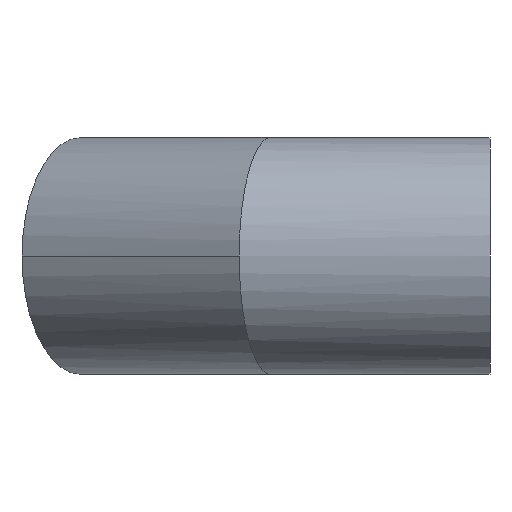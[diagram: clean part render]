
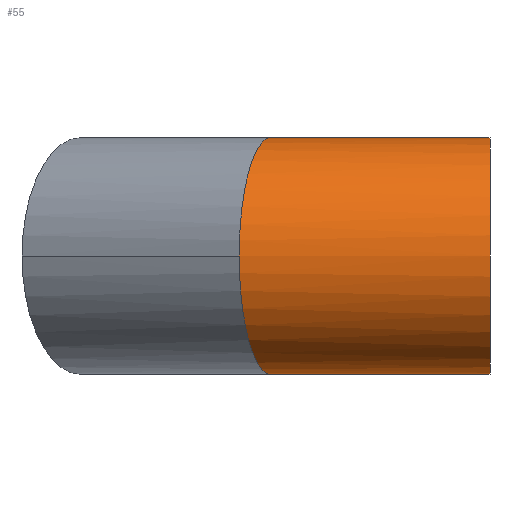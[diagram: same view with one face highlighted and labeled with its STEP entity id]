
A CAD part, left-side view. The second image highlights one B-rep face of the part: STEP entity #55.
In plain terms, the highlighted cylindrical face has radius 100 mm (diameter 200 mm), a partial arc.
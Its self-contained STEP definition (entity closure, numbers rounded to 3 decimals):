
#3 = CYLINDRICAL_SURFACE ( 'NONE', #61, 100. ) ;
#6 = DIRECTION ( 'NONE',  ( 0., 0., 1. ) ) ;
#12 = CARTESIAN_POINT ( 'NONE',  ( -100., 211.68, 0. ) ) ;
#23 = DIRECTION ( 'NONE',  ( 0., 1., 0. ) ) ;
#25 = EDGE_LOOP ( 'NONE', ( #172, #179, #348, #223, #57 ) ) ;
#27 = CARTESIAN_POINT ( 'NONE',  ( -58.579, 200.581, 100. ) ) ;
#31 = CARTESIAN_POINT ( 'NONE',  ( 0., 0., 0. ) ) ;
#32 = CARTESIAN_POINT ( 'NONE',  ( 0., 0., 0. ) ) ;
#41 = EDGE_CURVE ( 'NONE', #288, #350, #274, .T. ) ;
#43 = CARTESIAN_POINT ( 'NONE',  ( -100., 211.68, 0. ) ) ;
#51 = CARTESIAN_POINT ( 'NONE',  ( -100., 211.68, 58.579 ) ) ;
#55 = ADVANCED_FACE ( 'NONE', ( #217 ), #3, .T. ) ;
#57 = ORIENTED_EDGE ( 'NONE', *, *, #310, .T. ) ;
#61 = AXIS2_PLACEMENT_3D ( 'NONE', #32, #243, #6 ) ;
#87 = CARTESIAN_POINT ( 'NONE',  ( 0., 0., 100. ) ) ;
#94 =( BOUNDED_CURVE ( )  B_SPLINE_CURVE ( 3, ( #12, #225, #256, #305 ),
 .UNSPECIFIED., .F., .T. ) 
 B_SPLINE_CURVE_WITH_KNOTS ( ( 4, 4 ),
 ( 0., 1.571 ),
 .UNSPECIFIED. ) 
 CURVE ( )  GEOMETRIC_REPRESENTATION_ITEM ( )  RATIONAL_B_SPLINE_CURVE ( ( 1., 0.805, 0.805, 1. ) ) 
 REPRESENTATION_ITEM ( '' )  );
#98 = DIRECTION ( 'NONE',  ( 0., 1., 0. ) ) ;
#113 = VERTEX_POINT ( 'NONE', #175 ) ;
#115 = DIRECTION ( 'NONE',  ( 0., 0., 1. ) ) ;
#132 = VECTOR ( 'NONE', #194, 1000. ) ;
#135 = EDGE_CURVE ( 'NONE', #113, #316, #209, .T. ) ;
#144 = CARTESIAN_POINT ( 'NONE',  ( -100., 211.68, 0. ) ) ;
#167 = AXIS2_PLACEMENT_3D ( 'NONE', #31, #23, #115 ) ;
#171 = CARTESIAN_POINT ( 'NONE',  ( 0., 184.885, 100. ) ) ;
#172 = ORIENTED_EDGE ( 'NONE', *, *, #41, .F. ) ;
#174 = EDGE_CURVE ( 'NONE', #288, #318, #312, .T. ) ;
#175 = CARTESIAN_POINT ( 'NONE',  ( 0., 184.885, 100. ) ) ;
#179 = ORIENTED_EDGE ( 'NONE', *, *, #174, .T. ) ;
#194 = DIRECTION ( 'NONE',  ( 0., 1., 0. ) ) ;
#209 =( BOUNDED_CURVE ( )  B_SPLINE_CURVE ( 3, ( #171, #27, #51, #144 ),
 .UNSPECIFIED., .F., .F. ) 
 B_SPLINE_CURVE_WITH_KNOTS ( ( 4, 4 ),
 ( 4.712, 6.283 ),
 .UNSPECIFIED. ) 
 CURVE ( )  GEOMETRIC_REPRESENTATION_ITEM ( )  RATIONAL_B_SPLINE_CURVE ( ( 1., 0.805, 0.805, 1. ) ) 
 REPRESENTATION_ITEM ( '' )  );
#217 = FACE_OUTER_BOUND ( 'NONE', #25, .T. ) ;
#223 = ORIENTED_EDGE ( 'NONE', *, *, #135, .T. ) ;
#225 = CARTESIAN_POINT ( 'NONE',  ( -100., 211.68, -58.579 ) ) ;
#228 = VECTOR ( 'NONE', #98, 1000. ) ;
#243 = DIRECTION ( 'NONE',  ( 0., 1., 0. ) ) ;
#246 = CARTESIAN_POINT ( 'NONE',  ( 0., 0., -100. ) ) ;
#252 = CARTESIAN_POINT ( 'NONE',  ( 0., 0., 100. ) ) ;
#256 = CARTESIAN_POINT ( 'NONE',  ( -58.579, 200.581, -100. ) ) ;
#274 = LINE ( 'NONE', #246, #228 ) ;
#280 = CARTESIAN_POINT ( 'NONE',  ( 0., 0., -100. ) ) ;
#283 = LINE ( 'NONE', #87, #132 ) ;
#288 = VERTEX_POINT ( 'NONE', #280 ) ;
#305 = CARTESIAN_POINT ( 'NONE',  ( 0., 184.885, -100. ) ) ;
#310 = EDGE_CURVE ( 'NONE', #316, #350, #94, .T. ) ;
#312 = CIRCLE ( 'NONE', #167, 100. ) ;
#316 = VERTEX_POINT ( 'NONE', #43 ) ;
#318 = VERTEX_POINT ( 'NONE', #252 ) ;
#343 = CARTESIAN_POINT ( 'NONE',  ( 0., 184.885, -100. ) ) ;
#348 = ORIENTED_EDGE ( 'NONE', *, *, #372, .T. ) ;
#350 = VERTEX_POINT ( 'NONE', #343 ) ;
#372 = EDGE_CURVE ( 'NONE', #318, #113, #283, .T. ) ;
